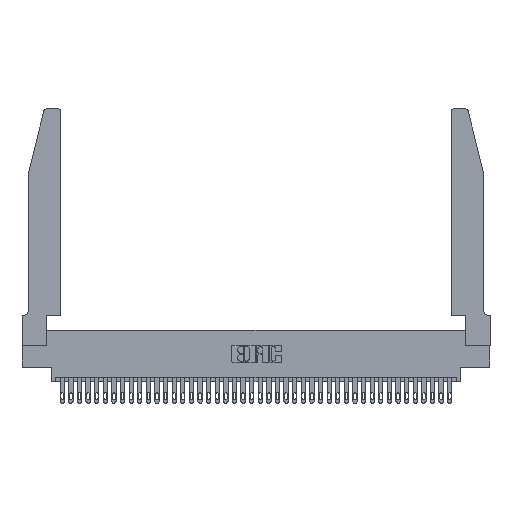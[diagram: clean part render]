
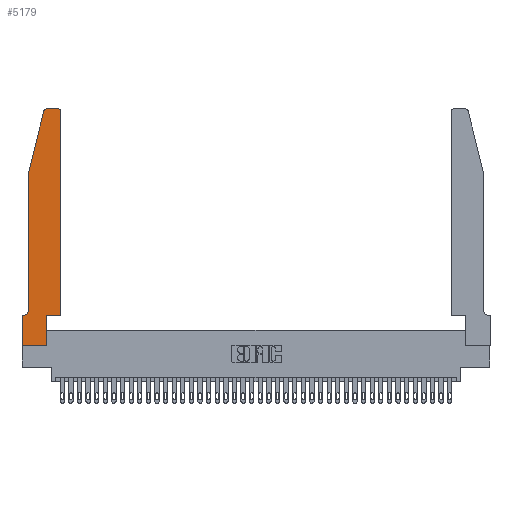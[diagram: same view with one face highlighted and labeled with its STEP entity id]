
A CAD part, top view. The second image highlights one B-rep face of the part: STEP entity #5179.
In plain terms, the highlighted planar face has unit normal (0, 0, 1).
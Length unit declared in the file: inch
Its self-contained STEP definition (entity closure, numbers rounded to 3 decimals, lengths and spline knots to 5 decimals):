
#857 = LINE ( 'NONE', #28049, #35395 ) ;
#1057 = CARTESIAN_POINT ( 'NONE',  ( 0.4505, 0.35, 0.37 ) ) ;
#1227 = ORIENTED_EDGE ( 'NONE', *, *, #14938, .T. ) ;
#1396 = ORIENTED_EDGE ( 'NONE', *, *, #12715, .T. ) ;
#1516 = CARTESIAN_POINT ( 'NONE',  ( 0.4205, 2.75, 0.37 ) ) ;
#1562 = EDGE_CURVE ( 'NONE', #26777, #23147, #20216, .T. ) ;
#1781 = VERTEX_POINT ( 'NONE', #36414 ) ;
#1895 = DIRECTION ( 'NONE',  ( 0., 0., 1. ) ) ;
#2044 = CARTESIAN_POINT ( 'NONE',  ( 0.0755, 0.35, 0.37 ) ) ;
#2191 = DIRECTION ( 'NONE',  ( -1., 0., 0. ) ) ;
#2632 = CARTESIAN_POINT ( 'NONE',  ( 0., 0., 0.37 ) ) ;
#2897 = VERTEX_POINT ( 'NONE', #15132 ) ;
#3476 = DIRECTION ( 'NONE',  ( -0.239, -0.971, 0. ) ) ;
#4762 = DIRECTION ( 'NONE',  ( 0., 0., 1. ) ) ;
#4889 = VERTEX_POINT ( 'NONE', #13499 ) ;
#5179 = ADVANCED_FACE ( 'NONE', ( #20485 ), #23203, .T. ) ;
#5182 = VECTOR ( 'NONE', #29979, 39.37008 ) ;
#6265 = ORIENTED_EDGE ( 'NONE', *, *, #7564, .T. ) ;
#6318 = DIRECTION ( 'NONE',  ( 0., 0., 1. ) ) ;
#7564 = EDGE_CURVE ( 'NONE', #24539, #9586, #24660, .T. ) ;
#7736 = CIRCLE ( 'NONE', #27910, 0.03 ) ;
#8370 = VERTEX_POINT ( 'NONE', #10087 ) ;
#8852 = VECTOR ( 'NONE', #3476, 39.37008 ) ;
#8915 = VERTEX_POINT ( 'NONE', #26762 ) ;
#9586 = VERTEX_POINT ( 'NONE', #22937 ) ;
#9665 = ORIENTED_EDGE ( 'NONE', *, *, #30471, .T. ) ;
#10087 = CARTESIAN_POINT ( 'NONE',  ( 0.4505, 0.35, 0.37 ) ) ;
#10354 = DIRECTION ( 'NONE',  ( 0., 0., -1. ) ) ;
#10703 = LINE ( 'NONE', #1057, #26325 ) ;
#10847 = VECTOR ( 'NONE', #28336, 39.37008 ) ;
#10980 = EDGE_CURVE ( 'NONE', #38739, #8370, #10703, .T. ) ;
#11231 = ORIENTED_EDGE ( 'NONE', *, *, #19279, .T. ) ;
#12277 = LINE ( 'NONE', #13226, #10847 ) ;
#12517 = DIRECTION ( 'NONE',  ( -1., 0., 0. ) ) ;
#12715 = EDGE_CURVE ( 'NONE', #1781, #8915, #37893, .T. ) ;
#13050 = CARTESIAN_POINT ( 'NONE',  ( 0.4505, 2.72, 0.37 ) ) ;
#13226 = CARTESIAN_POINT ( 'NONE',  ( 0.2865, 0.35, 0.37 ) ) ;
#13499 = CARTESIAN_POINT ( 'NONE',  ( 0.0755, 0.42, 0.37 ) ) ;
#13843 = CIRCLE ( 'NONE', #33713, 0.07 ) ;
#14938 = EDGE_CURVE ( 'NONE', #4889, #26777, #13843, .T. ) ;
#15132 = CARTESIAN_POINT ( 'NONE',  ( 0.0755, 2., 0.37 ) ) ;
#15373 = VERTEX_POINT ( 'NONE', #1516 ) ;
#15431 = VECTOR ( 'NONE', #40253, 39.37008 ) ;
#16067 = EDGE_CURVE ( 'NONE', #9586, #2897, #26432, .T. ) ;
#16129 = CARTESIAN_POINT ( 'NONE',  ( 0.4505, 0.35, 0.37 ) ) ;
#16523 = LINE ( 'NONE', #16129, #23907 ) ;
#17056 = LINE ( 'NONE', #24958, #19482 ) ;
#17326 = DIRECTION ( 'NONE',  ( 1., 0., 0. ) ) ;
#17793 = ORIENTED_EDGE ( 'NONE', *, *, #32535, .T. ) ;
#18530 = ORIENTED_EDGE ( 'NONE', *, *, #28577, .T. ) ;
#18783 = ORIENTED_EDGE ( 'NONE', *, *, #30998, .T. ) ;
#18839 = ORIENTED_EDGE ( 'NONE', *, *, #10980, .T. ) ;
#19279 = EDGE_CURVE ( 'NONE', #8370, #31762, #16523, .T. ) ;
#19404 = AXIS2_PLACEMENT_3D ( 'NONE', #20603, #1895, #26822 ) ;
#19482 = VECTOR ( 'NONE', #12517, 39.37008 ) ;
#20216 = LINE ( 'NONE', #2044, #32873 ) ;
#20485 = FACE_OUTER_BOUND ( 'NONE', #29657, .T. ) ;
#20603 = CARTESIAN_POINT ( 'NONE',  ( 0.284, 2.72, 0.37 ) ) ;
#21246 = AXIS2_PLACEMENT_3D ( 'NONE', #32849, #4762, #17326 ) ;
#22065 = CARTESIAN_POINT ( 'NONE',  ( 0.0055, 0.35, 0.37 ) ) ;
#22937 = CARTESIAN_POINT ( 'NONE',  ( 0.25487, 2.72718, 0.37 ) ) ;
#22947 = DIRECTION ( 'NONE',  ( -1., 0., 0. ) ) ;
#23058 = CARTESIAN_POINT ( 'NONE',  ( 0.0755, 2., 0.37 ) ) ;
#23147 = VERTEX_POINT ( 'NONE', #34822 ) ;
#23203 = PLANE ( 'NONE',  #21246 ) ;
#23907 = VECTOR ( 'NONE', #31818, 39.37008 ) ;
#24539 = VERTEX_POINT ( 'NONE', #26265 ) ;
#24660 = CIRCLE ( 'NONE', #19404, 0.03 ) ;
#24958 = CARTESIAN_POINT ( 'NONE',  ( 0.2605, 2.75, 0.37 ) ) ;
#25535 = EDGE_CURVE ( 'NONE', #23147, #1781, #857, .T. ) ;
#25547 = ORIENTED_EDGE ( 'NONE', *, *, #1562, .T. ) ;
#26265 = CARTESIAN_POINT ( 'NONE',  ( 0.284, 2.75, 0.37 ) ) ;
#26325 = VECTOR ( 'NONE', #29024, 39.37008 ) ;
#26432 = LINE ( 'NONE', #23058, #8852 ) ;
#26762 = CARTESIAN_POINT ( 'NONE',  ( 0.2865, 0., 0.37 ) ) ;
#26777 = VERTEX_POINT ( 'NONE', #22065 ) ;
#26822 = DIRECTION ( 'NONE',  ( 1., 0., 0. ) ) ;
#27910 = AXIS2_PLACEMENT_3D ( 'NONE', #34439, #6318, #37479 ) ;
#28049 = CARTESIAN_POINT ( 'NONE',  ( 0., 0., 0.37 ) ) ;
#28336 = DIRECTION ( 'NONE',  ( 0., 1., 0. ) ) ;
#28362 = CARTESIAN_POINT ( 'NONE',  ( 0.2865, 0.35, 0.37 ) ) ;
#28577 = EDGE_CURVE ( 'NONE', #8915, #38739, #12277, .T. ) ;
#29024 = DIRECTION ( 'NONE',  ( 1., 0., 0. ) ) ;
#29657 = EDGE_LOOP ( 'NONE', ( #9665, #6265, #39470, #17793, #1227, #25547, #33891, #1396, #18530, #18839, #11231, #18783 ) ) ;
#29979 = DIRECTION ( 'NONE',  ( 0., -1., 0. ) ) ;
#30471 = EDGE_CURVE ( 'NONE', #15373, #24539, #17056, .T. ) ;
#30998 = EDGE_CURVE ( 'NONE', #31762, #15373, #7736, .T. ) ;
#31338 = DIRECTION ( 'NONE',  ( 0., -1., 0. ) ) ;
#31762 = VERTEX_POINT ( 'NONE', #13050 ) ;
#31818 = DIRECTION ( 'NONE',  ( 0., 1., 0. ) ) ;
#32535 = EDGE_CURVE ( 'NONE', #2897, #4889, #38861, .T. ) ;
#32849 = CARTESIAN_POINT ( 'NONE',  ( 0., 0.35, 0.37 ) ) ;
#32873 = VECTOR ( 'NONE', #2191, 39.37008 ) ;
#33713 = AXIS2_PLACEMENT_3D ( 'NONE', #34777, #10354, #22947 ) ;
#33891 = ORIENTED_EDGE ( 'NONE', *, *, #25535, .T. ) ;
#34439 = CARTESIAN_POINT ( 'NONE',  ( 0.4205, 2.72, 0.37 ) ) ;
#34777 = CARTESIAN_POINT ( 'NONE',  ( 0.0055, 0.42, 0.37 ) ) ;
#34822 = CARTESIAN_POINT ( 'NONE',  ( 0., 0.35, 0.37 ) ) ;
#35395 = VECTOR ( 'NONE', #31338, 39.37008 ) ;
#36279 = CARTESIAN_POINT ( 'NONE',  ( 0.0755, 2., 0.37 ) ) ;
#36414 = CARTESIAN_POINT ( 'NONE',  ( 0., 0., 0.37 ) ) ;
#37479 = DIRECTION ( 'NONE',  ( 1., 0., 0. ) ) ;
#37893 = LINE ( 'NONE', #2632, #15431 ) ;
#38739 = VERTEX_POINT ( 'NONE', #28362 ) ;
#38861 = LINE ( 'NONE', #36279, #5182 ) ;
#39470 = ORIENTED_EDGE ( 'NONE', *, *, #16067, .T. ) ;
#40253 = DIRECTION ( 'NONE',  ( 1., 0., 0. ) ) ;
